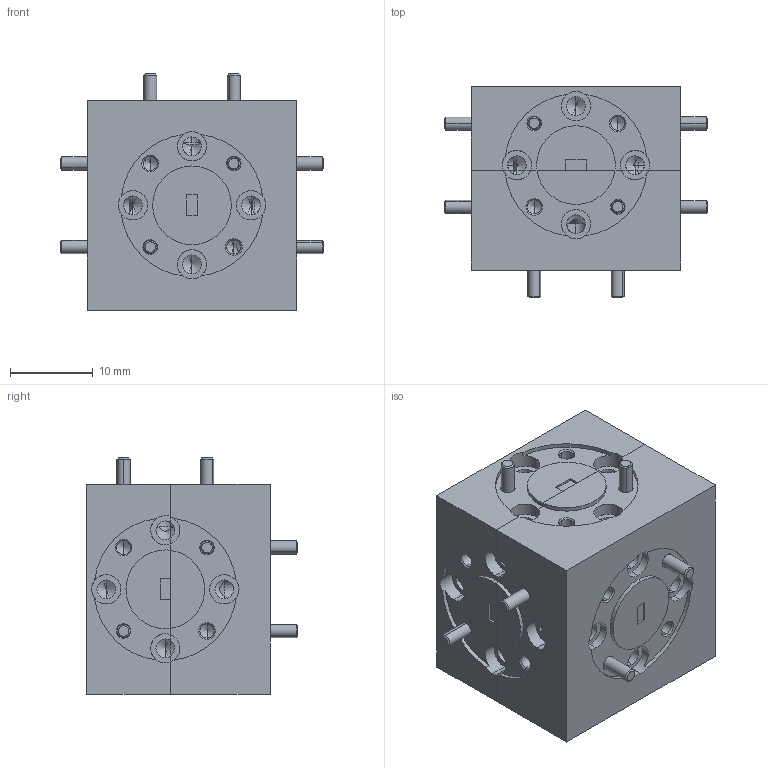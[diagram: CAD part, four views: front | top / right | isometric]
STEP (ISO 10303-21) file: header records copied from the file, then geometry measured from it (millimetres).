
FILE_DESCRIPTION (( 'STEP AP203' ), '1' );
FILE_NAME ('SWM-75311420-10-SB,DF.STEP', '2019-06-06T00:56:03', ( '' ), ( '' ), 'SwSTEP 2.0', 'SolidWorks 2016', '' );
FILE_SCHEMA (( 'CONFIG_CONTROL_DESIGN' ));
Length unit declared in the file: inch
Products named in the file (1): SWM-75311420-10-SB,DF
Bounding box: 31.83 x 25.62 x 28.61 mm (x, y, z)
Volume: 13000.2 mm3; surface area: 8126.5 mm2
Topology: 16 solids, 16 shells, 890 faces, 2328 edges, 1448 vertices
Faces by surface type: cylinder 534, cone 214, plane 134, bspline 8
Entity records: 34662 total; most frequent: CARTESIAN_POINT 14744, ORIENTED_EDGE 4524, DIRECTION 3891, EDGE_CURVE 2262, AXIS2_PLACEMENT_3D 1487, VERTEX_POINT 1448, EDGE_LOOP 948, LINE 917
